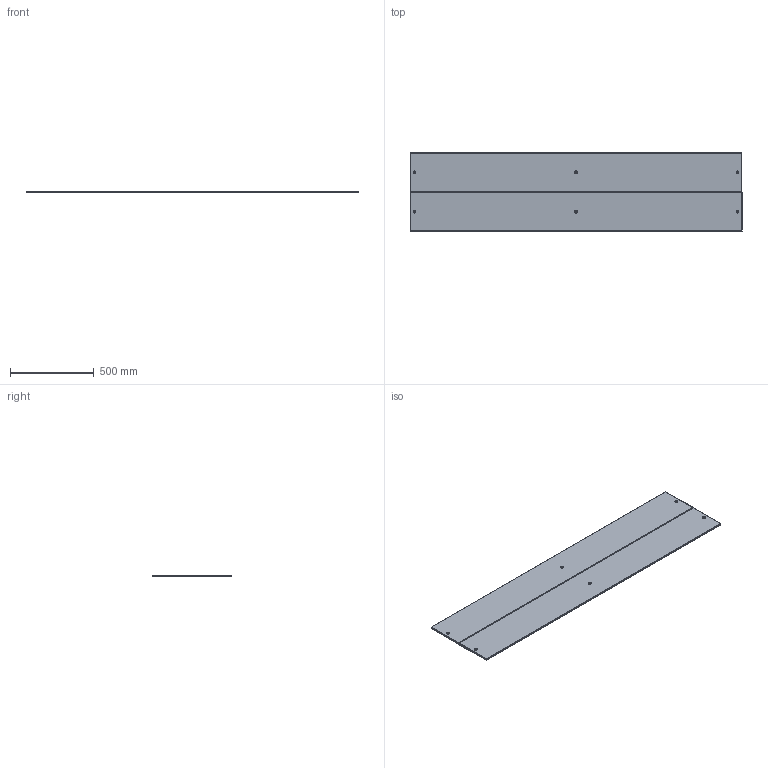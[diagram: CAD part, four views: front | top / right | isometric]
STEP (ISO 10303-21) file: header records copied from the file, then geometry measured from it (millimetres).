
FILE_DESCRIPTION (( 'STEP AP203' ), '1' );
FILE_NAME ('0193.0030-0193.0031_3D_Rückenpaneele.STEP', '2024-07-16T14:06:41', ( '' ), ( '' ), 'SwSTEP 2.0', 'SolidWorks 2021', '' );
FILE_SCHEMA (( 'CONFIG_CONTROL_DESIGN' ));
Length unit declared in the file: millimetre
Products named in the file (2): 1000002749_BRep_Config; 0193.0030-0193.0031_3D_Rückenpaneele
Assembly tree (2 placements, depth 2):
  0193.0030-0193.0031_3D_Rückenpaneele
    1000002749_BRep_Config  x2
Bounding box: 1984 x 468.5 x 11 mm (x, y, z)
Volume: 1073243.1 mm3; surface area: 2156356.6 mm2
Topology: 2 solids, 2 shells, 462 faces, 1224 edges, 772 vertices
Faces by surface type: plane 224, cylinder 158, bspline 32, torus 24, cone 24
Entity records: 7798 total; most frequent: CARTESIAN_POINT 1838, ORIENTED_EDGE 1224, DIRECTION 1172, EDGE_CURVE 612, LINE 396, VECTOR 396, AXIS2_PLACEMENT_3D 388, VERTEX_POINT 386
